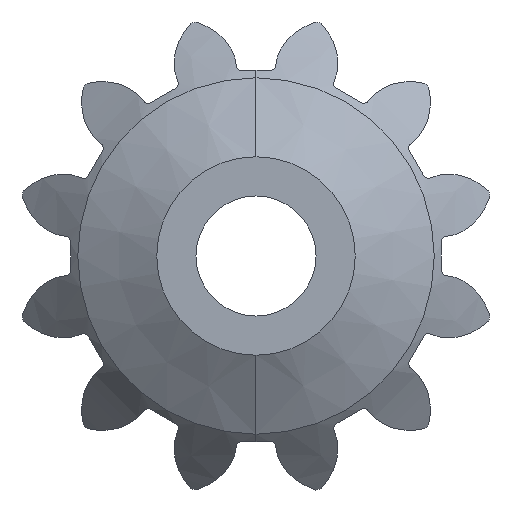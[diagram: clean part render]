
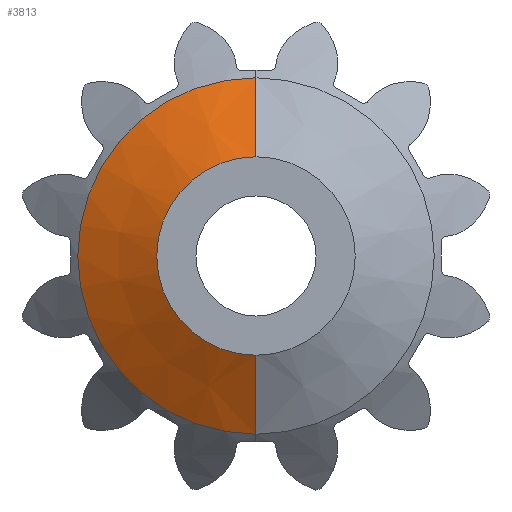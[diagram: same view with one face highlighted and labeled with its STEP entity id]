
A CAD part, left-side view. The second image highlights one B-rep face of the part: STEP entity #3813.
In plain terms, the highlighted conical face has half-angle 60 degrees and reference radius 4.133 mm.
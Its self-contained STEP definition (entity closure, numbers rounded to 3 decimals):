
#38 = DIRECTION ( 'NONE',  ( -1., 0., 0. ) ) ;
#53 = CARTESIAN_POINT ( 'NONE',  ( -1.924, 0., 0. ) ) ;
#219 = CIRCLE ( 'NONE', #1965, 7.424 ) ;
#310 = FACE_OUTER_BOUND ( 'NONE', #3630, .T. ) ;
#473 = VECTOR ( 'NONE', #3609, 1000. ) ;
#497 = VECTOR ( 'NONE', #3942, 1000. ) ;
#542 = CARTESIAN_POINT ( 'NONE',  ( -1.924, 0., -4.133 ) ) ;
#590 = EDGE_CURVE ( 'NONE', #2697, #1458, #2095, .T. ) ;
#593 = VERTEX_POINT ( 'NONE', #876 ) ;
#831 = DIRECTION ( 'NONE',  ( 0., 0., 1. ) ) ;
#870 = ORIENTED_EDGE ( 'NONE', *, *, #1715, .F. ) ;
#876 = CARTESIAN_POINT ( 'NONE',  ( -0.024, 0., 7.424 ) ) ;
#988 = CIRCLE ( 'NONE', #1391, 4.133 ) ;
#1171 = CARTESIAN_POINT ( 'NONE',  ( -1.924, 0., 4.133 ) ) ;
#1194 = DIRECTION ( 'NONE',  ( 1., 0., 0. ) ) ;
#1381 = EDGE_CURVE ( 'NONE', #3111, #593, #3872, .T. ) ;
#1391 = AXIS2_PLACEMENT_3D ( 'NONE', #1911, #38, #3149 ) ;
#1424 = CONICAL_SURFACE ( 'NONE', #3681, 4.133, 1.047 ) ;
#1458 = VERTEX_POINT ( 'NONE', #2398 ) ;
#1715 = EDGE_CURVE ( 'NONE', #3111, #2697, #988, .T. ) ;
#1795 = CARTESIAN_POINT ( 'NONE',  ( -1.924, 0., -4.133 ) ) ;
#1911 = CARTESIAN_POINT ( 'NONE',  ( -1.924, 0., 0. ) ) ;
#1965 = AXIS2_PLACEMENT_3D ( 'NONE', #2424, #2369, #831 ) ;
#1983 = EDGE_CURVE ( 'NONE', #1458, #593, #219, .T. ) ;
#2095 = LINE ( 'NONE', #1795, #497 ) ;
#2369 = DIRECTION ( 'NONE',  ( 1., 0., 0. ) ) ;
#2398 = CARTESIAN_POINT ( 'NONE',  ( -0.024, 0., -7.424 ) ) ;
#2424 = CARTESIAN_POINT ( 'NONE',  ( -0.024, 0., 0. ) ) ;
#2667 = CARTESIAN_POINT ( 'NONE',  ( -1.924, 0., 4.133 ) ) ;
#2697 = VERTEX_POINT ( 'NONE', #542 ) ;
#2911 = ORIENTED_EDGE ( 'NONE', *, *, #590, .F. ) ;
#3111 = VERTEX_POINT ( 'NONE', #1171 ) ;
#3149 = DIRECTION ( 'NONE',  ( 0., 0., 1. ) ) ;
#3595 = ORIENTED_EDGE ( 'NONE', *, *, #1983, .F. ) ;
#3609 = DIRECTION ( 'NONE',  ( 0.5, 0., 0.866 ) ) ;
#3630 = EDGE_LOOP ( 'NONE', ( #870, #3783, #3595, #2911 ) ) ;
#3681 = AXIS2_PLACEMENT_3D ( 'NONE', #53, #1194, #3698 ) ;
#3698 = DIRECTION ( 'NONE',  ( 0., 0., -1. ) ) ;
#3783 = ORIENTED_EDGE ( 'NONE', *, *, #1381, .T. ) ;
#3813 = ADVANCED_FACE ( 'NONE', ( #310 ), #1424, .T. ) ;
#3872 = LINE ( 'NONE', #2667, #473 ) ;
#3942 = DIRECTION ( 'NONE',  ( 0.5, 0., -0.866 ) ) ;
